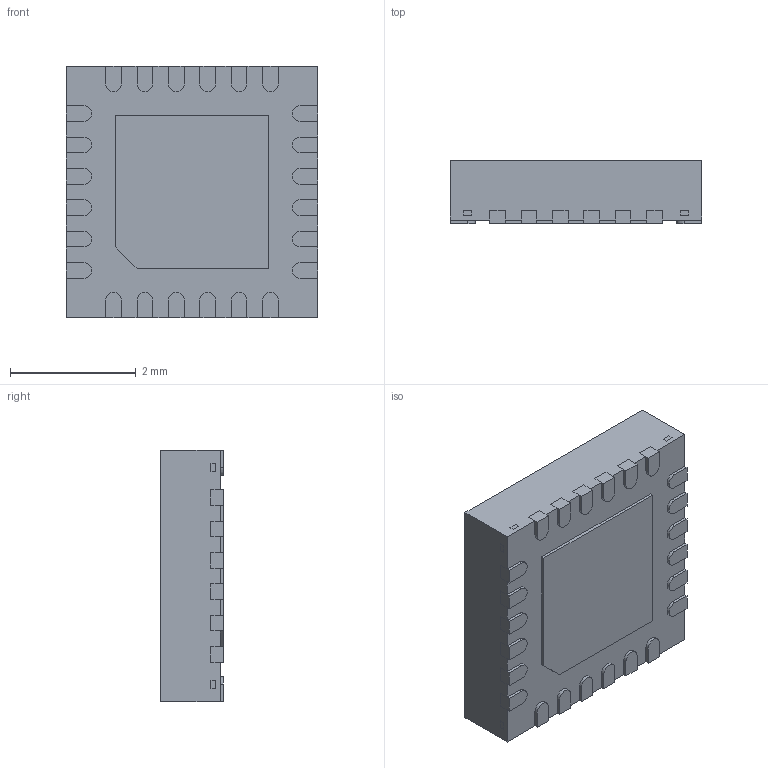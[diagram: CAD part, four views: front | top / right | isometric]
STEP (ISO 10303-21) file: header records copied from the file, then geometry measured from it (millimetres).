
FILE_DESCRIPTION (( 'STEP AP214' ), '1' );
FILE_NAME ('6PADC3101TRGERQ1.STEP', '2022-02-10T00:30:53', ( '' ), ( '' ), 'SwSTEP 2.0', 'SolidWorks 2017', '' );
FILE_SCHEMA (( 'AUTOMOTIVE_DESIGN' ));
Length unit declared in the file: millimetre
Products named in the file (1): 6PADC3101TRGERQ1
Bounding box: 4 x 1 x 4 mm (x, y, z)
Volume: 15.6 mm3; surface area: 76.2 mm2
Topology: 35 solids, 35 shells, 366 faces, 858 edges, 572 vertices
Faces by surface type: plane 302, cylinder 64
Entity records: 10710 total; most frequent: CARTESIAN_POINT 1797, DIRECTION 1720, ORIENTED_EDGE 1716, EDGE_CURVE 858, LINE 730, VECTOR 730, VERTEX_POINT 572, AXIS2_PLACEMENT_3D 495
